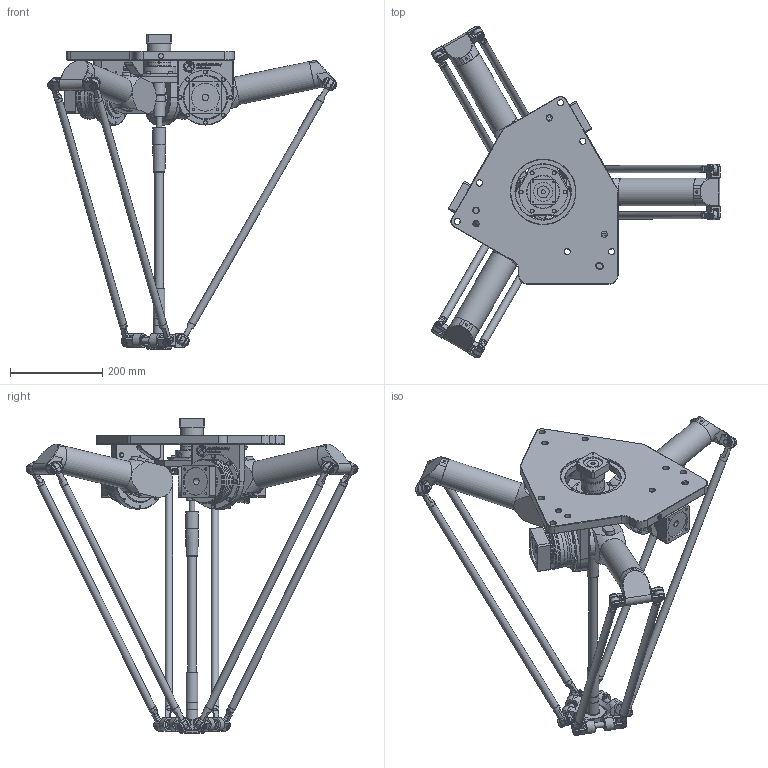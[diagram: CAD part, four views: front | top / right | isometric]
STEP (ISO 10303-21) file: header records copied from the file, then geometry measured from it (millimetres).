
FILE_DESCRIPTION(/* description */ (''),/* implementation_level */ '2;1');
FILE_NAME(/* name */ '3D-model_A_00084-02.stp',/* time_stamp */ '2021-12-21T10:12:50+01:00',/* author */ ('michael.schutter'),/* organization */ ('Majatronic'),/* preprocessor_version */ 'ST-DEVELOPER v16.5',/* originating_system */ 'Autodesk Inventor 2017',/* authorisation */ '');
FILE_SCHEMA (('AUTOMOTIVE_DESIGN { 1 0 10303 214 3 1 1 }'));
Length unit declared in the file: millimetre
Products named in the file (12): A_00084-02_DUMMY; MT_BGR00104670 Dummy Kopfplatte; MT_WST00107593 Dummy Kopfplatte; MT_WST00055542MT_WST; MT_WST00107543 Getriebe; MT_WST00064537MT_WST; MT_WST00064538MT_WST; MT_WST00101401; MT_WST00101752; MT_WST00101753 Dummy ISO Flansch; MT_WST00110099 Dummy Achse 4 oben; MT_WST00110098
Assembly tree (25 placements, depth 3):
  A_00084-02_DUMMY
    MT_BGR00104670 Dummy Kopfplatte
      MT_WST00107593 Dummy Kopfplatte
      MT_WST00055542MT_WST  x3
      MT_WST00107543 Getriebe
    MT_WST00064537MT_WST  x3
    MT_WST00064538MT_WST  x6
    MT_WST00101401  x6
    MT_WST00101752
    MT_WST00101753 Dummy ISO Flansch
    MT_WST00110099 Dummy Achse 4 oben
    MT_WST00110098
Bounding box: 624.58 x 718.03 x 680.4 mm (x, y, z)
Volume: 9226920.2 mm3; surface area: 1159147.2 mm2
Topology: 24 solids, 24 shells, 2673 faces, 6247 edges, 3950 vertices
Faces by surface type: plane 1437, cylinder 800, cone 260, torus 119, bspline 53, sphere 4
Full cylindrical faces by diameter (mm): 1.7 x2, 2.459 x3, 3.242 x4, 3.3 x5, 4.134 x24, 4.917 x19, 5.188 x24, 6 x1, 8 x36, 8.5 x30, 9.013 x1, 9.6 x3, 10 x2, 11.6 x1, 12 x30, 13.5 x9, 14 x3, 15.8 x12, 16 x30, 17 x1, 18 x24, 19 x1, 25 x5, 25.8 x1, 28 x1, 35 x1, 41 x1, 50 x4, 53 x1, 53.5 x2
Entity records: 51583 total; most frequent: CARTESIAN_POINT 15963, DIRECTION 7326, ORIENTED_EDGE 6630, EDGE_CURVE 3315, AXIS2_PLACEMENT_3D 2678, VERTEX_POINT 2288, EDGE_LOOP 2031, LINE 1970
